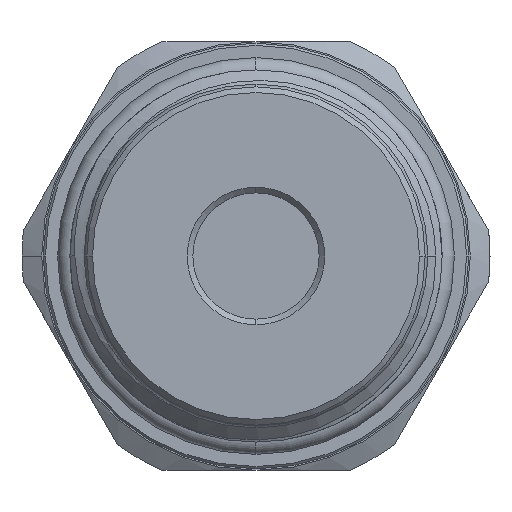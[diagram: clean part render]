
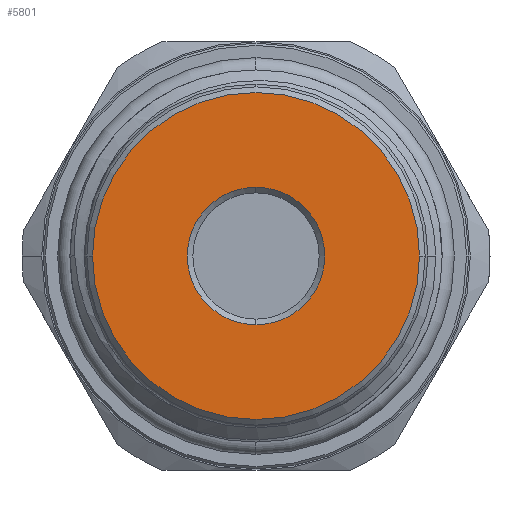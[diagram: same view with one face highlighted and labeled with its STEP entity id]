
A CAD part, left-side view. The second image highlights one B-rep face of the part: STEP entity #5801.
In plain terms, the highlighted planar face has unit normal (-1, 0, 0).
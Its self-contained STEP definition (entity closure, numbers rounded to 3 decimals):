
#1545 = CARTESIAN_POINT ( 'NONE',  ( -30.774, 11.797, 0. ) ) ;
#1737 = EDGE_CURVE ( 'NONE', #4484, #4482, #5078, .T. ) ;
#1743 = EDGE_CURVE ( 'NONE', #4479, #10072, #5085, .T. ) ;
#2034 = EDGE_CURVE ( 'NONE', #10072, #4479, #5392, .T. ) ;
#2046 = EDGE_CURVE ( 'NONE', #4482, #4484, #5409, .T. ) ;
#2243 = ORIENTED_EDGE ( 'NONE', *, *, #2046, .T. ) ;
#2288 = ORIENTED_EDGE ( 'NONE', *, *, #1743, .T. ) ;
#2318 = ORIENTED_EDGE ( 'NONE', *, *, #2034, .T. ) ;
#2319 = ORIENTED_EDGE ( 'NONE', *, *, #1737, .T. ) ;
#4092 = CARTESIAN_POINT ( 'NONE',  ( -30.774, -2.703, 0. ) ) ;
#4093 = DIRECTION ( 'NONE',  ( 1., 0., 0. ) ) ;
#4094 = DIRECTION ( 'NONE',  ( 0., 1., 0. ) ) ;
#4110 = CARTESIAN_POINT ( 'NONE',  ( -30.774, -2.703, 0. ) ) ;
#4111 = DIRECTION ( 'NONE',  ( -1., 0., 0. ) ) ;
#4112 = DIRECTION ( 'NONE',  ( 0., 1., 0. ) ) ;
#4479 = VERTEX_POINT ( 'NONE', #8163 ) ;
#4482 = VERTEX_POINT ( 'NONE', #8158 ) ;
#4484 = VERTEX_POINT ( 'NONE', #8162 ) ;
#4924 = EDGE_LOOP ( 'NONE', ( #2318, #2288 ) ) ;
#4928 = EDGE_LOOP ( 'NONE', ( #2319, #2243 ) ) ;
#5078 = CIRCLE ( 'NONE', #5880, 6.1 ) ;
#5085 = CIRCLE ( 'NONE', #5885, 14.5 ) ;
#5392 = CIRCLE ( 'NONE', #6023, 14.5 ) ;
#5409 = CIRCLE ( 'NONE', #6034, 6.1 ) ;
#5801 = ADVANCED_FACE ( 'NONE', ( #9889, #9903 ), #8841, .F. ) ;
#5880 = AXIS2_PLACEMENT_3D ( 'NONE', #4092, #4093, #4094 ) ;
#5885 = AXIS2_PLACEMENT_3D ( 'NONE', #4110, #4111, #4112 ) ;
#6023 = AXIS2_PLACEMENT_3D ( 'NONE', #7483, #7484, #7485 ) ;
#6034 = AXIS2_PLACEMENT_3D ( 'NONE', #7518, #7519, #7520 ) ;
#6245 = AXIS2_PLACEMENT_3D ( 'NONE', #8838, #8843, #8844 ) ;
#7483 = CARTESIAN_POINT ( 'NONE',  ( -30.774, -2.703, 0. ) ) ;
#7484 = DIRECTION ( 'NONE',  ( -1., 0., 0. ) ) ;
#7485 = DIRECTION ( 'NONE',  ( 0., 1., 0. ) ) ;
#7518 = CARTESIAN_POINT ( 'NONE',  ( -30.774, -2.703, 0. ) ) ;
#7519 = DIRECTION ( 'NONE',  ( 1., 0., 0. ) ) ;
#7520 = DIRECTION ( 'NONE',  ( 0., 1., 0. ) ) ;
#8158 = CARTESIAN_POINT ( 'NONE',  ( -30.774, -2.703, -6.1 ) ) ;
#8162 = CARTESIAN_POINT ( 'NONE',  ( -30.774, -2.703, 6.1 ) ) ;
#8163 = CARTESIAN_POINT ( 'NONE',  ( -30.774, -17.203, 0. ) ) ;
#8838 = CARTESIAN_POINT ( 'NONE',  ( -30.774, -2.703, 0. ) ) ;
#8841 = PLANE ( 'NONE',  #6245 ) ;
#8843 = DIRECTION ( 'NONE',  ( 1., 0., 0. ) ) ;
#8844 = DIRECTION ( 'NONE',  ( 0., 1., 0. ) ) ;
#9889 = FACE_OUTER_BOUND ( 'NONE', #4924, .T. ) ;
#9903 = FACE_BOUND ( 'NONE', #4928, .T. ) ;
#10072 = VERTEX_POINT ( 'NONE', #1545 ) ;
